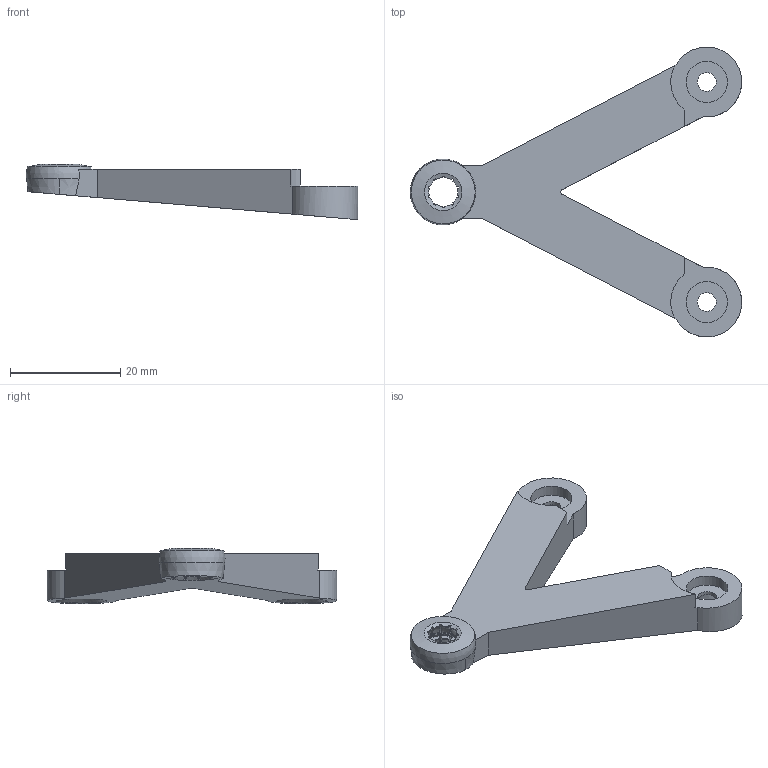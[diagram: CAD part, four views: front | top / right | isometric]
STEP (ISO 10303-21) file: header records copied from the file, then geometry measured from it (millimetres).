
FILE_DESCRIPTION(('FreeCAD Model'),'2;1');
FILE_NAME('Open CASCADE Shape Model','2024-03-24T15:29:08',(''),(''), 'Open CASCADE STEP processor 7.6','FreeCAD','Unknown');
FILE_SCHEMA(('AUTOMOTIVE_DESIGN { 1 0 10303 214 1 1 1 1 }'));
Length unit declared in the file: millimetre
Products named in the file (1): Pocket053032722
Bounding box: 60.23 x 52.7 x 10.05 mm (x, y, z)
Volume: 6608.2 mm3; surface area: 4102 mm2
Topology: 1 solids, 1 shells, 149 faces, 445 edges, 300 vertices
Faces by surface type: plane 68, cylinder 50, cone 19, revolution 10, torus 1, sphere 1
Full cylindrical faces by diameter (mm): 3.4 x2, 7.5 x2
Entity records: 15305 total; most frequent: CARTESIAN_POINT 7467, DIRECTION 1226, ORIENTED_EDGE 890, PCURVE 890, DEFINITIONAL_REPRESENTATION 890, B_SPLINE_CURVE_WITH_KNOTS 508, LINE 491, VECTOR 491
